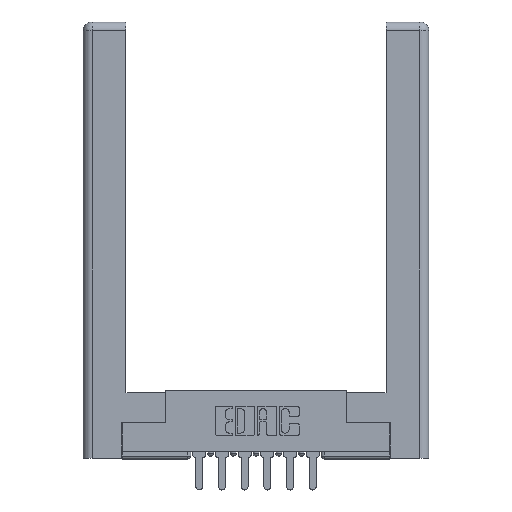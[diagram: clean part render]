
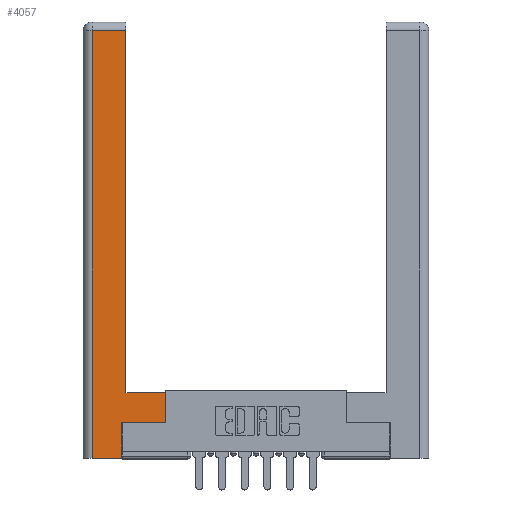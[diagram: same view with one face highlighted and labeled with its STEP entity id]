
A CAD part, top view. The second image highlights one B-rep face of the part: STEP entity #4057.
In plain terms, the highlighted planar face has unit normal (0, 0, 1).
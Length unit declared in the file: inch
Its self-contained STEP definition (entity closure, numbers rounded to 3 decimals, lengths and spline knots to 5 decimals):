
#250 = CARTESIAN_POINT ( 'NONE',  ( 0.565, 0.45, 0. ) ) ;
#470 = FACE_OUTER_BOUND ( 'NONE', #5244, .T. ) ;
#480 = CARTESIAN_POINT ( 'NONE',  ( 0.265, 0., 0. ) ) ;
#543 = DIRECTION ( 'NONE',  ( 0., 0., -1. ) ) ;
#599 = EDGE_CURVE ( 'NONE', #8614, #9438, #2192, .T. ) ;
#626 = CARTESIAN_POINT ( 'NONE',  ( 0., 0., 0. ) ) ;
#741 = CARTESIAN_POINT ( 'NONE',  ( 0.0615, 2.94, 0. ) ) ;
#1024 = LINE ( 'NONE', #11329, #7639 ) ;
#1306 = LINE ( 'NONE', #250, #7759 ) ;
#1664 = DIRECTION ( 'NONE',  ( -1., 0., 0. ) ) ;
#1739 = VECTOR ( 'NONE', #4366, 39.37008 ) ;
#1756 = VECTOR ( 'NONE', #3945, 39.37008 ) ;
#2192 = LINE ( 'NONE', #6057, #1739 ) ;
#2495 = LINE ( 'NONE', #480, #4112 ) ;
#2506 = PLANE ( 'NONE',  #11316 ) ;
#2577 = ORIENTED_EDGE ( 'NONE', *, *, #11125, .T. ) ;
#2878 = EDGE_CURVE ( 'NONE', #3132, #10982, #4788, .T. ) ;
#2961 = ORIENTED_EDGE ( 'NONE', *, *, #7748, .T. ) ;
#3132 = VERTEX_POINT ( 'NONE', #7686 ) ;
#3705 = ORIENTED_EDGE ( 'NONE', *, *, #5502, .T. ) ;
#3712 = CARTESIAN_POINT ( 'NONE',  ( 0.565, 0.45, 0. ) ) ;
#3945 = DIRECTION ( 'NONE',  ( 0., 1., 0. ) ) ;
#4057 = ADVANCED_FACE ( 'NONE', ( #470 ), #2506, .F. ) ;
#4112 = VECTOR ( 'NONE', #7842, 39.37008 ) ;
#4263 = LINE ( 'NONE', #5947, #1756 ) ;
#4317 = VECTOR ( 'NONE', #7066, 39.37008 ) ;
#4366 = DIRECTION ( 'NONE',  ( 0., 1., 0. ) ) ;
#4788 = LINE ( 'NONE', #8169, #9044 ) ;
#4884 = VERTEX_POINT ( 'NONE', #5436 ) ;
#5244 = EDGE_LOOP ( 'NONE', ( #9269, #3705, #7096, #2577, #12200, #5259, #8233, #2961 ) ) ;
#5259 = ORIENTED_EDGE ( 'NONE', *, *, #2878, .T. ) ;
#5436 = CARTESIAN_POINT ( 'NONE',  ( 0.0615, 0., 0. ) ) ;
#5502 = EDGE_CURVE ( 'NONE', #9438, #6934, #10882, .T. ) ;
#5508 = VERTEX_POINT ( 'NONE', #3712 ) ;
#5666 = DIRECTION ( 'NONE',  ( 0., -1., 0. ) ) ;
#5736 = DIRECTION ( 'NONE',  ( 0., 1., 0. ) ) ;
#5854 = VECTOR ( 'NONE', #1664, 39.37008 ) ;
#5947 = CARTESIAN_POINT ( 'NONE',  ( 0.265, 0.245, 0. ) ) ;
#6057 = CARTESIAN_POINT ( 'NONE',  ( 0.295, 3., 0. ) ) ;
#6077 = CARTESIAN_POINT ( 'NONE',  ( 0.295, 0.45, 0. ) ) ;
#6934 = VERTEX_POINT ( 'NONE', #9310 ) ;
#7066 = DIRECTION ( 'NONE',  ( -1., 0., 0. ) ) ;
#7096 = ORIENTED_EDGE ( 'NONE', *, *, #11031, .T. ) ;
#7510 = CARTESIAN_POINT ( 'NONE',  ( 0.295, 2.94, 0. ) ) ;
#7639 = VECTOR ( 'NONE', #5666, 39.37008 ) ;
#7686 = CARTESIAN_POINT ( 'NONE',  ( 0.265, 0.245, 0. ) ) ;
#7748 = EDGE_CURVE ( 'NONE', #5508, #8614, #7982, .T. ) ;
#7759 = VECTOR ( 'NONE', #5736, 39.37008 ) ;
#7842 = DIRECTION ( 'NONE',  ( 1., 0., 0. ) ) ;
#7982 = LINE ( 'NONE', #6077, #4317 ) ;
#8085 = DIRECTION ( 'NONE',  ( -1., 0., 0. ) ) ;
#8169 = CARTESIAN_POINT ( 'NONE',  ( 0.565, 0.245, 0. ) ) ;
#8233 = ORIENTED_EDGE ( 'NONE', *, *, #12078, .T. ) ;
#8614 = VERTEX_POINT ( 'NONE', #11892 ) ;
#9044 = VECTOR ( 'NONE', #11959, 39.37008 ) ;
#9269 = ORIENTED_EDGE ( 'NONE', *, *, #599, .T. ) ;
#9310 = CARTESIAN_POINT ( 'NONE',  ( 0.0615, 2.94, 0. ) ) ;
#9438 = VERTEX_POINT ( 'NONE', #7510 ) ;
#10470 = CARTESIAN_POINT ( 'NONE',  ( 0.265, 0., 0. ) ) ;
#10670 = CARTESIAN_POINT ( 'NONE',  ( 0.565, 0.245, 0. ) ) ;
#10882 = LINE ( 'NONE', #741, #5854 ) ;
#10884 = EDGE_CURVE ( 'NONE', #11242, #3132, #4263, .T. ) ;
#10982 = VERTEX_POINT ( 'NONE', #10670 ) ;
#11031 = EDGE_CURVE ( 'NONE', #6934, #4884, #1024, .T. ) ;
#11125 = EDGE_CURVE ( 'NONE', #4884, #11242, #2495, .T. ) ;
#11242 = VERTEX_POINT ( 'NONE', #10470 ) ;
#11316 = AXIS2_PLACEMENT_3D ( 'NONE', #626, #543, #8085 ) ;
#11329 = CARTESIAN_POINT ( 'NONE',  ( 0.0615, 0., 0. ) ) ;
#11892 = CARTESIAN_POINT ( 'NONE',  ( 0.295, 0.45, 0. ) ) ;
#11959 = DIRECTION ( 'NONE',  ( 1., 0., 0. ) ) ;
#12078 = EDGE_CURVE ( 'NONE', #10982, #5508, #1306, .T. ) ;
#12200 = ORIENTED_EDGE ( 'NONE', *, *, #10884, .T. ) ;
